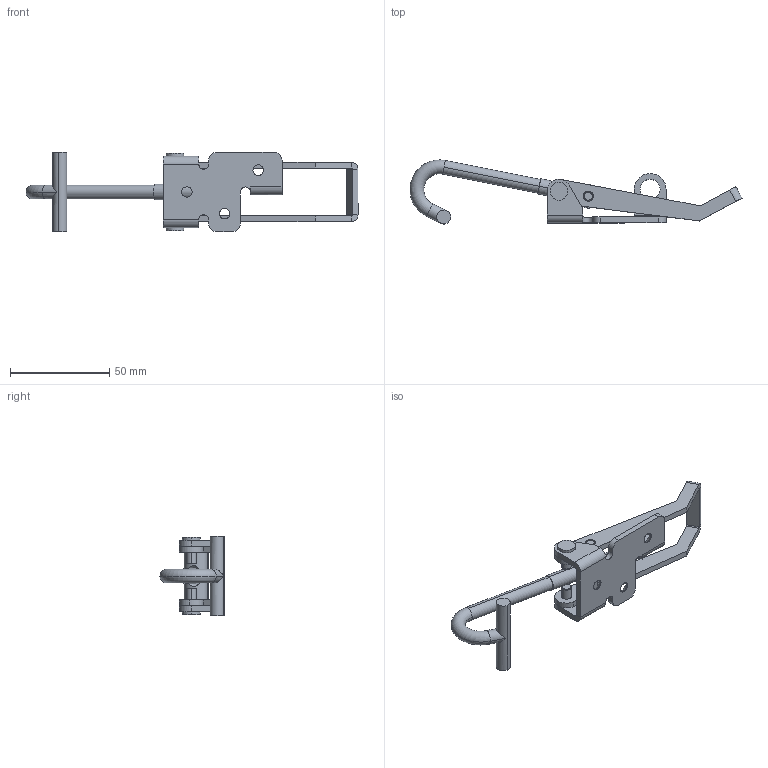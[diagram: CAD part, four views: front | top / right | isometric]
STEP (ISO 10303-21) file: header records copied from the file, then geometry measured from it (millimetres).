
FILE_DESCRIPTION (( 'STEP AP214' ), '1' );
FILE_NAME ('542701 - 703 BT LC Stainless.STEP', '2017-02-07T13:06:02', ( '' ), ( '' ), 'SwSTEP 2.0', 'SolidWorks 2015', '' );
FILE_SCHEMA (( 'AUTOMOTIVE_DESIGN' ));
Length unit declared in the file: millimetre
Products named in the file (6): 542701 - 703 BT LC Stainless; 74086 - B鐱d T-skruv 703 RF; 703 - Rulle RF; 704 - Rivet Gradin; 703 RF - Bygel; 703 - Platta LC RF
Assembly tree (6 placements, depth 2):
  542701 - 703 BT LC Stainless
    703 - Platta LC RF
    703 RF - Bygel
    704 - Rivet Gradin  x2
    703 - Rulle RF
    74086 - B鐱d T-skruv 703 RF
Bounding box: 167.58 x 32.35 x 40.05 mm (x, y, z)
Volume: 22625 mm3; surface area: 17385.6 mm2
Topology: 6 solids, 6 shells, 159 faces, 369 edges, 229 vertices
Faces by surface type: cylinder 73, plane 66, cone 18, torus 2
Entity records: 4674 total; most frequent: CARTESIAN_POINT 870, DIRECTION 808, ORIENTED_EDGE 694, EDGE_CURVE 347, AXIS2_PLACEMENT_3D 313, VERTEX_POINT 215, VECTOR 182, LINE 182
